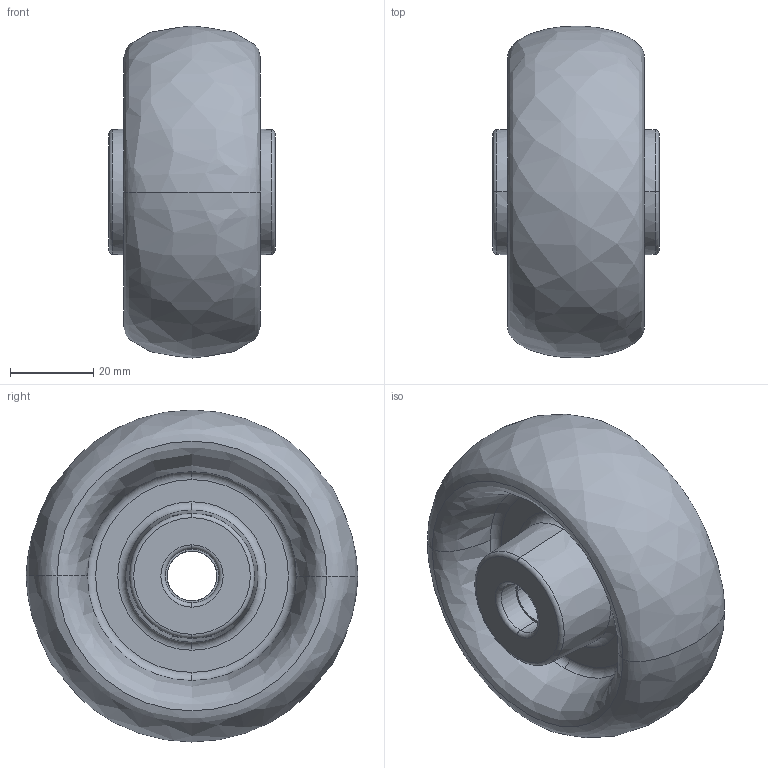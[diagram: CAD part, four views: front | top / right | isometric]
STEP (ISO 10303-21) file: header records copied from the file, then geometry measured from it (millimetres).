
FILE_DESCRIPTION (( 'STEP AP214' ), '1' );
FILE_NAME ('0033523_PALB-080-33-40-R12.STEP', '2017-06-08T11:49:39', ( '' ), ( '' ), 'SwSTEP 2.0', 'SolidWorks 2016', '' );
FILE_SCHEMA (( 'AUTOMOTIVE_DESIGN' ));
Length unit declared in the file: millimetre
Products named in the file (1): 0033523_PALB-080-33-40-R12
Bounding box: 40 x 79.97 x 80 mm (x, y, z)
Surface area: 24316.3 mm2 (no closed solid volume)
Topology: 0 solids, 4 shells, 95 faces, 420 edges, 315 vertices
Faces by surface type: plane 45, torus 20, bspline 18, cylinder 8, cone 4
Entity records: 6440 total; most frequent: CARTESIAN_POINT 2223, ORIENTED_EDGE 597, DIRECTION 576, EDGE_CURVE 420, VERTEX_POINT 315, LINE 248, VECTOR 248, AXIS2_PLACEMENT_3D 164
